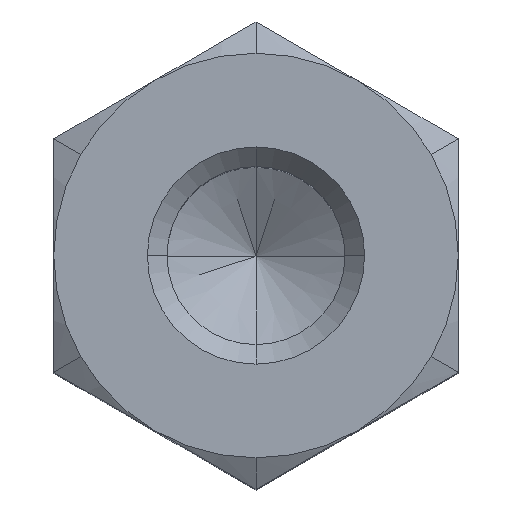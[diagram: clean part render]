
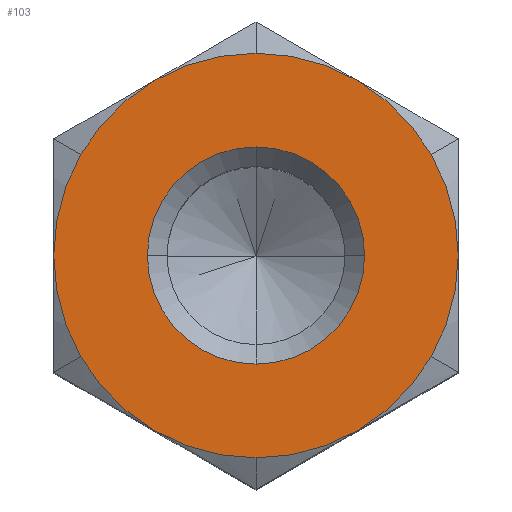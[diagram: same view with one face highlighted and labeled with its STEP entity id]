
A CAD part, top view. The second image highlights one B-rep face of the part: STEP entity #103.
In plain terms, the highlighted planar face has unit normal (0, 0, 1).
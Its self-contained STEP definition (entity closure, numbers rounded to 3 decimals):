
#103=ADVANCED_FACE('',(#185,#186),#187,.F.);
#185=FACE_OUTER_BOUND('',#293,.T.);
#186=FACE_BOUND('',#294,.T.);
#187=PLANE('',#295);
#293=EDGE_LOOP('',(#525,#526,#527,#528,#529,#530,#531,#532,#533,#534,#535,#536));
#294=EDGE_LOOP('',(#537,#538,#539,#540));
#295=AXIS2_PLACEMENT_3D('',#541,#542,#543);
#525=ORIENTED_EDGE('',*,*,#726,.F.);
#526=ORIENTED_EDGE('',*,*,#798,.F.);
#527=ORIENTED_EDGE('',*,*,#729,.F.);
#528=ORIENTED_EDGE('',*,*,#799,.F.);
#529=ORIENTED_EDGE('',*,*,#732,.F.);
#530=ORIENTED_EDGE('',*,*,#800,.F.);
#531=ORIENTED_EDGE('',*,*,#738,.F.);
#532=ORIENTED_EDGE('',*,*,#801,.F.);
#533=ORIENTED_EDGE('',*,*,#735,.F.);
#534=ORIENTED_EDGE('',*,*,#802,.F.);
#535=ORIENTED_EDGE('',*,*,#773,.F.);
#536=ORIENTED_EDGE('',*,*,#803,.F.);
#537=ORIENTED_EDGE('',*,*,#797,.T.);
#538=ORIENTED_EDGE('',*,*,#777,.T.);
#539=ORIENTED_EDGE('',*,*,#796,.T.);
#540=ORIENTED_EDGE('',*,*,#781,.T.);
#541=CARTESIAN_POINT('',(0.0,0.0,0.0));
#542=DIRECTION('',(0.0,0.0,-1.0));
#543=DIRECTION('',(0.0,-1.0,0.0));
#726=EDGE_CURVE('',#837,#835,#839,.T.);
#729=EDGE_CURVE('',#843,#841,#845,.T.);
#732=EDGE_CURVE('',#849,#847,#851,.T.);
#735=EDGE_CURVE('',#855,#853,#857,.T.);
#738=EDGE_CURVE('',#861,#859,#863,.T.);
#773=EDGE_CURVE('',#929,#927,#931,.T.);
#777=EDGE_CURVE('',#933,#937,#939,.T.);
#781=EDGE_CURVE('',#941,#945,#947,.T.);
#796=EDGE_CURVE('',#937,#941,#967,.T.);
#797=EDGE_CURVE('',#945,#933,#968,.T.);
#798=EDGE_CURVE('',#841,#837,#969,.T.);
#799=EDGE_CURVE('',#847,#843,#970,.T.);
#800=EDGE_CURVE('',#859,#849,#971,.T.);
#801=EDGE_CURVE('',#853,#861,#972,.T.);
#802=EDGE_CURVE('',#927,#855,#973,.T.);
#803=EDGE_CURVE('',#835,#929,#974,.T.);
#835=VERTEX_POINT('',#1006);
#837=VERTEX_POINT('',#1009);
#839=CIRCLE('',#1016,2.794);
#841=VERTEX_POINT('',#1018);
#843=VERTEX_POINT('',#1021);
#845=CIRCLE('',#1028,2.794);
#847=VERTEX_POINT('',#1030);
#849=VERTEX_POINT('',#1033);
#851=CIRCLE('',#1040,2.794);
#853=VERTEX_POINT('',#1042);
#855=VERTEX_POINT('',#1045);
#857=CIRCLE('',#1052,2.794);
#859=VERTEX_POINT('',#1054);
#861=VERTEX_POINT('',#1057);
#863=CIRCLE('',#1064,2.794);
#927=VERTEX_POINT('',#1180);
#929=VERTEX_POINT('',#1183);
#931=CIRCLE('',#1190,2.794);
#933=VERTEX_POINT('',#1192);
#937=VERTEX_POINT('',#1197);
#939=CIRCLE('',#1202,1.5);
#941=VERTEX_POINT('',#1204);
#945=VERTEX_POINT('',#1209);
#947=CIRCLE('',#1214,1.5);
#967=CIRCLE('',#1250,1.5);
#968=CIRCLE('',#1251,1.5);
#969=CIRCLE('',#1252,2.794);
#970=CIRCLE('',#1253,2.794);
#971=CIRCLE('',#1254,2.794);
#972=CIRCLE('',#1255,2.794);
#973=CIRCLE('',#1256,2.794);
#974=CIRCLE('',#1257,2.794);
#1006=CARTESIAN_POINT('',(0.,2.794,0.0));
#1009=CARTESIAN_POINT('',(-1.397,2.42,0.0));
#1016=AXIS2_PLACEMENT_3D('',#1339,#1340,#1341);
#1018=CARTESIAN_POINT('',(-2.42,1.397,0.0));
#1021=CARTESIAN_POINT('',(-2.794,0.0,0.0));
#1028=AXIS2_PLACEMENT_3D('',#1343,#1344,#1345);
#1030=CARTESIAN_POINT('',(-2.42,-1.397,0.0));
#1033=CARTESIAN_POINT('',(-1.397,-2.42,0.0));
#1040=AXIS2_PLACEMENT_3D('',#1347,#1348,#1349);
#1042=CARTESIAN_POINT('',(2.42,-1.397,0.0));
#1045=CARTESIAN_POINT('',(2.794,0.0,0.0));
#1052=AXIS2_PLACEMENT_3D('',#1351,#1352,#1353);
#1054=CARTESIAN_POINT('',(0.,-2.794,0.0));
#1057=CARTESIAN_POINT('',(1.397,-2.42,0.0));
#1064=AXIS2_PLACEMENT_3D('',#1355,#1356,#1357);
#1180=CARTESIAN_POINT('',(2.42,1.397,0.0));
#1183=CARTESIAN_POINT('',(1.397,2.42,0.0));
#1190=AXIS2_PLACEMENT_3D('',#1405,#1406,#1407);
#1192=CARTESIAN_POINT('',(0.,1.5,0.0));
#1197=CARTESIAN_POINT('',(1.5,0.0,0.));
#1202=AXIS2_PLACEMENT_3D('',#1412,#1413,#1414);
#1204=CARTESIAN_POINT('',(0.,-1.5,0.0));
#1209=CARTESIAN_POINT('',(-1.5,0.0,0.0));
#1214=AXIS2_PLACEMENT_3D('',#1419,#1420,#1421);
#1250=AXIS2_PLACEMENT_3D('',#1444,#1445,#1446);
#1251=AXIS2_PLACEMENT_3D('',#1447,#1448,#1449);
#1252=AXIS2_PLACEMENT_3D('',#1450,#1451,#1452);
#1253=AXIS2_PLACEMENT_3D('',#1453,#1454,#1455);
#1254=AXIS2_PLACEMENT_3D('',#1456,#1457,#1458);
#1255=AXIS2_PLACEMENT_3D('',#1459,#1460,#1461);
#1256=AXIS2_PLACEMENT_3D('',#1462,#1463,#1464);
#1257=AXIS2_PLACEMENT_3D('',#1465,#1466,#1467);
#1339=CARTESIAN_POINT('',(0.0,0.0,0.0));
#1340=DIRECTION('',(0.0,0.0,-1.0));
#1341=DIRECTION('',(-1.0,0.0,0.0));
#1343=CARTESIAN_POINT('',(0.0,0.0,0.0));
#1344=DIRECTION('',(0.0,0.0,-1.0));
#1345=DIRECTION('',(-1.0,0.0,0.0));
#1347=CARTESIAN_POINT('',(0.0,0.0,0.0));
#1348=DIRECTION('',(0.0,0.0,-1.0));
#1349=DIRECTION('',(-1.0,0.0,0.0));
#1351=CARTESIAN_POINT('',(0.0,0.0,0.0));
#1352=DIRECTION('',(0.0,0.0,-1.0));
#1353=DIRECTION('',(-1.0,0.0,0.0));
#1355=CARTESIAN_POINT('',(0.0,0.0,0.0));
#1356=DIRECTION('',(0.0,0.0,-1.0));
#1357=DIRECTION('',(-1.0,0.0,0.0));
#1405=CARTESIAN_POINT('',(0.0,0.0,0.0));
#1406=DIRECTION('',(0.0,0.0,-1.0));
#1407=DIRECTION('',(-1.0,0.0,0.0));
#1412=CARTESIAN_POINT('',(0.0,0.0,0.0));
#1413=DIRECTION('',(0.0,0.0,-1.0));
#1414=DIRECTION('',(-1.0,0.0,0.0));
#1419=CARTESIAN_POINT('',(0.0,0.0,0.0));
#1420=DIRECTION('',(0.0,0.0,-1.0));
#1421=DIRECTION('',(-1.0,0.0,0.0));
#1444=CARTESIAN_POINT('',(0.0,0.0,0.0));
#1445=DIRECTION('',(0.0,0.0,-1.0));
#1446=DIRECTION('',(-1.0,0.0,0.0));
#1447=CARTESIAN_POINT('',(0.0,0.0,0.0));
#1448=DIRECTION('',(0.0,0.0,-1.0));
#1449=DIRECTION('',(-1.0,0.0,0.0));
#1450=CARTESIAN_POINT('',(0.0,0.0,0.0));
#1451=DIRECTION('',(0.0,0.0,-1.0));
#1452=DIRECTION('',(-1.0,0.0,0.0));
#1453=CARTESIAN_POINT('',(0.0,0.0,0.0));
#1454=DIRECTION('',(0.0,0.0,-1.0));
#1455=DIRECTION('',(-1.0,0.0,0.0));
#1456=CARTESIAN_POINT('',(0.0,0.0,0.0));
#1457=DIRECTION('',(0.0,0.0,-1.0));
#1458=DIRECTION('',(-1.0,0.0,0.0));
#1459=CARTESIAN_POINT('',(0.0,0.0,0.0));
#1460=DIRECTION('',(0.0,0.0,-1.0));
#1461=DIRECTION('',(-1.0,0.0,0.0));
#1462=CARTESIAN_POINT('',(0.0,0.0,0.0));
#1463=DIRECTION('',(0.0,0.0,-1.0));
#1464=DIRECTION('',(-1.0,0.0,0.0));
#1465=CARTESIAN_POINT('',(0.0,0.0,0.0));
#1466=DIRECTION('',(0.0,0.0,-1.0));
#1467=DIRECTION('',(-1.0,0.0,0.0));
